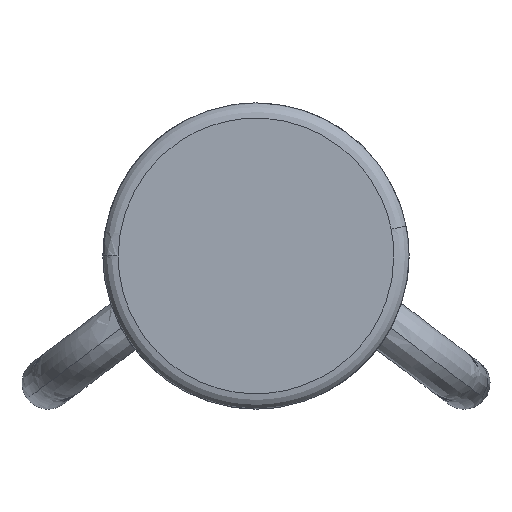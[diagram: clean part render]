
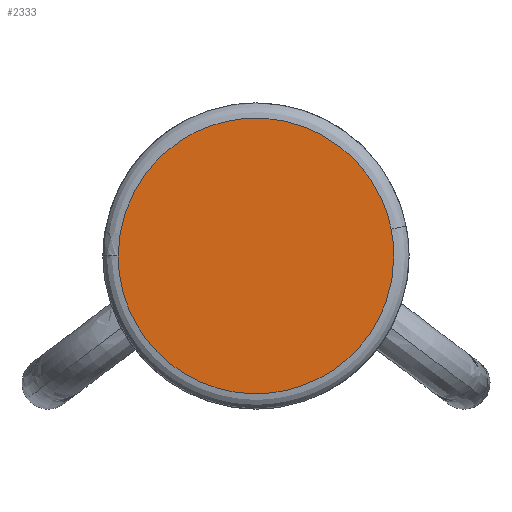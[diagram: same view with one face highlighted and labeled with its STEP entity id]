
A CAD part, left-side view. The second image highlights one B-rep face of the part: STEP entity #2333.
In plain terms, the highlighted planar face has unit normal (-1, 0, 0).
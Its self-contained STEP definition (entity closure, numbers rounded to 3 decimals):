
#35 = CARTESIAN_POINT ( 'NONE',  ( -5.101, 0.593, 1.686 ) ) ;
#46 = CARTESIAN_POINT ( 'NONE',  ( -5.101, 0.009, 1.903 ) ) ;
#108 = VERTEX_POINT ( 'NONE', #283 ) ;
#118 = CARTESIAN_POINT ( 'NONE',  ( -5.101, -0.894, 1.118 ) ) ;
#146 = B_SPLINE_CURVE_WITH_KNOTS ( 'NONE', 3,
 ( #838, #2199, #2653, #1305, #2882, #1528, #179, #1765, #415, #1984, #625, #2209 ),
 .UNSPECIFIED., .F., .F.,
 ( 4, 1, 2, 2, 2, 1, 4 ),
 ( 0., 0.125, 0.25, 0.5, 0.75, 0.875, 1. ),
 .UNSPECIFIED. ) ;
#171 = ORIENTED_EDGE ( 'NONE', *, *, #2181, .F. ) ;
#179 = CARTESIAN_POINT ( 'NONE',  ( -5.101, 0.235, 0.1 ) ) ;
#203 = DIRECTION ( 'NONE',  ( 0., 0., -1. ) ) ;
#271 = CARTESIAN_POINT ( 'NONE',  ( -5.101, 0.356, 1.829 ) ) ;
#280 = CARTESIAN_POINT ( 'NONE',  ( -5.101, -0.221, 1.88 ) ) ;
#283 = CARTESIAN_POINT ( 'NONE',  ( -5.101, 0.9, 1. ) ) ;
#415 = CARTESIAN_POINT ( 'NONE',  ( -5.101, 0.719, 0.447 ) ) ;
#495 = CARTESIAN_POINT ( 'NONE',  ( -5.101, 0.225, 1.872 ) ) ;
#505 = CARTESIAN_POINT ( 'NONE',  ( -5.101, -0.544, 1.733 ) ) ;
#550 = CARTESIAN_POINT ( 'NONE',  ( -5.101, -0.9, 1. ) ) ;
#625 = CARTESIAN_POINT ( 'NONE',  ( -5.101, 0.9, 0.882 ) ) ;
#712 = CARTESIAN_POINT ( 'NONE',  ( -5.101, 0.137, 1.89 ) ) ;
#720 = CARTESIAN_POINT ( 'NONE',  ( -5.101, -0.846, 1.363 ) ) ;
#805 = ORIENTED_EDGE ( 'NONE', *, *, #1795, .F. ) ;
#838 = CARTESIAN_POINT ( 'NONE',  ( -5.101, -0.9, 1. ) ) ;
#939 = CARTESIAN_POINT ( 'NONE',  ( -5.101, 0.101, 1.894 ) ) ;
#988 = VERTEX_POINT ( 'NONE', #1228 ) ;
#1051 = EDGE_LOOP ( 'NONE', ( #805, #171, #2081 ) ) ;
#1155 = B_SPLINE_CURVE_WITH_KNOTS ( 'NONE', 3,
 ( #1156, #2516, #1391, #35, #1617, #271, #1851, #495, #2072, #712, #2303, #939, #2528, #1168, #2756, #1399, #46, #1626, #280, #1858, #505, #2079, #720, #2313 ),
 .UNSPECIFIED., .F., .F.,
 ( 4, 2, 2, 2, 1, 1, 1, 1, 2, 2, 2, 2, 2, 4 ),
 ( 0., 0.25, 0.375, 0.438, 0.469, 0.484, 0.492, 0.496, 0.498, 0.5, 0.625, 0.75, 0.875, 1. ),
 .UNSPECIFIED. ) ;
#1156 = CARTESIAN_POINT ( 'NONE',  ( -5.101, 0.9, 1. ) ) ;
#1168 = CARTESIAN_POINT ( 'NONE',  ( -5.101, 0.092, 1.895 ) ) ;
#1228 = CARTESIAN_POINT ( 'NONE',  ( -5.101, -0.883, 1.176 ) ) ;
#1231 = VERTEX_POINT ( 'NONE', #2575 ) ;
#1305 = CARTESIAN_POINT ( 'NONE',  ( -5.101, -0.72, 0.447 ) ) ;
#1391 = CARTESIAN_POINT ( 'NONE',  ( -5.101, 0.815, 1.441 ) ) ;
#1399 = CARTESIAN_POINT ( 'NONE',  ( -5.101, 0.059, 1.899 ) ) ;
#1528 = CARTESIAN_POINT ( 'NONE',  ( -5.101, -0.235, 0.1 ) ) ;
#1552 = DIRECTION ( 'NONE',  ( 1., 0., 0. ) ) ;
#1616 = B_SPLINE_CURVE_WITH_KNOTS ( 'NONE', 3,
 ( #1902, #118, #1909, #550 ),
 .UNSPECIFIED., .F., .F.,
 ( 4, 4 ),
 ( 0.937, 1. ),
 .UNSPECIFIED. ) ;
#1617 = CARTESIAN_POINT ( 'NONE',  ( -5.101, 0.503, 1.754 ) ) ;
#1626 = CARTESIAN_POINT ( 'NONE',  ( -5.101, -0.131, 1.894 ) ) ;
#1765 = CARTESIAN_POINT ( 'NONE',  ( -5.101, 0.47, 0.197 ) ) ;
#1776 = PLANE ( 'NONE',  #2539 ) ;
#1795 = EDGE_CURVE ( 'NONE', #108, #988, #1155, .T. ) ;
#1851 = CARTESIAN_POINT ( 'NONE',  ( -5.101, 0.304, 1.849 ) ) ;
#1858 = CARTESIAN_POINT ( 'NONE',  ( -5.101, -0.427, 1.8 ) ) ;
#1902 = CARTESIAN_POINT ( 'NONE',  ( -5.101, -0.883, 1.176 ) ) ;
#1909 = CARTESIAN_POINT ( 'NONE',  ( -5.101, -0.9, 1.059 ) ) ;
#1984 = CARTESIAN_POINT ( 'NONE',  ( -5.101, 0.853, 0.646 ) ) ;
#2072 = CARTESIAN_POINT ( 'NONE',  ( -5.101, 0.184, 1.882 ) ) ;
#2079 = CARTESIAN_POINT ( 'NONE',  ( -5.101, -0.753, 1.516 ) ) ;
#2081 = ORIENTED_EDGE ( 'NONE', *, *, #2632, .F. ) ;
#2181 = EDGE_CURVE ( 'NONE', #1231, #108, #146, .T. ) ;
#2199 = CARTESIAN_POINT ( 'NONE',  ( -5.101, -0.9, 0.882 ) ) ;
#2209 = CARTESIAN_POINT ( 'NONE',  ( -5.101, 0.9, 1. ) ) ;
#2303 = CARTESIAN_POINT ( 'NONE',  ( -5.101, 0.113, 1.893 ) ) ;
#2313 = CARTESIAN_POINT ( 'NONE',  ( -5.101, -0.883, 1.176 ) ) ;
#2333 = ADVANCED_FACE ( 'NONE', ( #2915 ), #1776, .F. ) ;
#2516 = CARTESIAN_POINT ( 'NONE',  ( -5.101, 0.9, 1.221 ) ) ;
#2528 = CARTESIAN_POINT ( 'NONE',  ( -5.101, 0.095, 1.895 ) ) ;
#2539 = AXIS2_PLACEMENT_3D ( 'NONE', #2906, #1552, #203 ) ;
#2575 = CARTESIAN_POINT ( 'NONE',  ( -5.101, -0.9, 1. ) ) ;
#2632 = EDGE_CURVE ( 'NONE', #988, #1231, #1616, .T. ) ;
#2653 = CARTESIAN_POINT ( 'NONE',  ( -5.101, -0.854, 0.646 ) ) ;
#2756 = CARTESIAN_POINT ( 'NONE',  ( -5.101, 0.089, 1.896 ) ) ;
#2882 = CARTESIAN_POINT ( 'NONE',  ( -5.101, -0.47, 0.197 ) ) ;
#2906 = CARTESIAN_POINT ( 'NONE',  ( -5.101, -0.9, 0.1 ) ) ;
#2915 = FACE_OUTER_BOUND ( 'NONE', #1051, .T. ) ;
